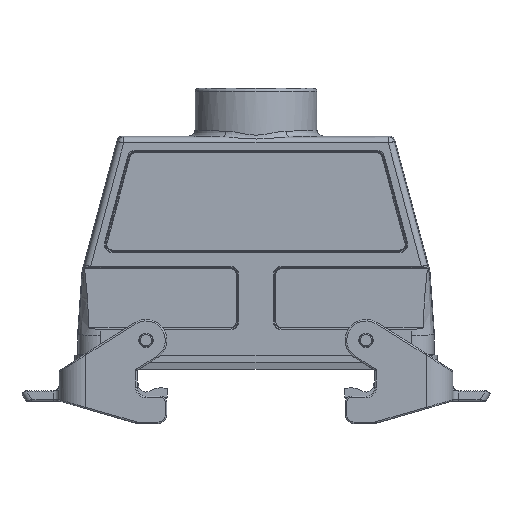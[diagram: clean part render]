
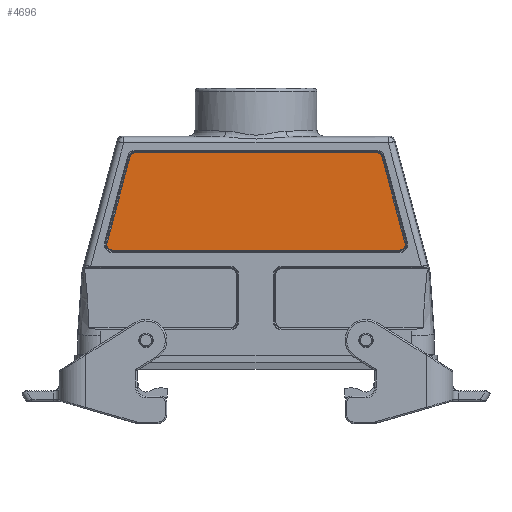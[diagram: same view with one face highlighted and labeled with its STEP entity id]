
A CAD part, front view. The second image highlights one B-rep face of the part: STEP entity #4696.
In plain terms, the highlighted planar face has unit normal (0, -1, 0).
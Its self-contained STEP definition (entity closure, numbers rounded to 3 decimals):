
#4104=PLANE('',#22206);
#4696=ADVANCED_FACE('',(#5812),#4104,.T.);
#5812=FACE_OUTER_BOUND('',#6645,.T.);
#6645=EDGE_LOOP('',(#9374,#9375,#9376,#9377,#9378,#9379,#9380,#9381));
#9374=ORIENTED_EDGE('',*,*,#13817,.T.);
#9375=ORIENTED_EDGE('',*,*,#13818,.T.);
#9376=ORIENTED_EDGE('',*,*,#13819,.T.);
#9377=ORIENTED_EDGE('',*,*,#13820,.T.);
#9378=ORIENTED_EDGE('',*,*,#13821,.T.);
#9379=ORIENTED_EDGE('',*,*,#13822,.T.);
#9380=ORIENTED_EDGE('',*,*,#13823,.T.);
#9381=ORIENTED_EDGE('',*,*,#13824,.T.);
#12159=VERTEX_POINT('',#34646);
#12160=VERTEX_POINT('',#34647);
#12161=VERTEX_POINT('',#34649);
#12162=VERTEX_POINT('',#34651);
#12163=VERTEX_POINT('',#34653);
#12164=VERTEX_POINT('',#34655);
#12165=VERTEX_POINT('',#34657);
#12166=VERTEX_POINT('',#34659);
#13817=EDGE_CURVE('',#12159,#12160,#18059,.T.);
#13818=EDGE_CURVE('',#12160,#12161,#14900,.T.);
#13819=EDGE_CURVE('',#12161,#12162,#18060,.T.);
#13820=EDGE_CURVE('',#12162,#12163,#14901,.T.);
#13821=EDGE_CURVE('',#12163,#12164,#18061,.T.);
#13822=EDGE_CURVE('',#12164,#12165,#14902,.T.);
#13823=EDGE_CURVE('',#12165,#12166,#18062,.T.);
#13824=EDGE_CURVE('',#12166,#12159,#14903,.T.);
#14900=CIRCLE('',#22202,1.853);
#14901=CIRCLE('',#22203,1.853);
#14902=CIRCLE('',#22204,1.853);
#14903=CIRCLE('',#22205,1.853);
#18059=LINE('',#34645,#19366);
#18060=LINE('',#34650,#19367);
#18061=LINE('',#34654,#19368);
#18062=LINE('',#34658,#19369);
#19366=VECTOR('',#25190,1.);
#19367=VECTOR('',#25193,1.);
#19368=VECTOR('',#25196,1.);
#19369=VECTOR('',#25199,1.);
#22202=AXIS2_PLACEMENT_3D('',#34648,#25191,#25192);
#22203=AXIS2_PLACEMENT_3D('',#34652,#25194,#25195);
#22204=AXIS2_PLACEMENT_3D('',#34656,#25197,#25198);
#22205=AXIS2_PLACEMENT_3D('',#34660,#25200,#25201);
#22206=AXIS2_PLACEMENT_3D('',#34661,#25202,#25203);
#25190=DIRECTION('',(1.,0.,0.));
#25191=DIRECTION('',(0.,-1.,0.));
#25192=DIRECTION('',(0.,0.,-1.));
#25193=DIRECTION('',(-0.259,0.,0.966));
#25194=DIRECTION('',(0.,-1.,0.));
#25195=DIRECTION('',(0.,0.,-1.));
#25196=DIRECTION('',(-1.,0.,0.));
#25197=DIRECTION('',(0.,-1.,0.));
#25198=DIRECTION('',(0.,0.,-1.));
#25199=DIRECTION('',(-0.259,0.,-0.966));
#25200=DIRECTION('',(0.,-1.,0.));
#25201=DIRECTION('',(0.,0.,-1.));
#25202=DIRECTION('',(0.,-1.,0.));
#25203=DIRECTION('',(0.,0.,-1.));
#34645=CARTESIAN_POINT('',(0.,-20.3,28.497));
#34646=CARTESIAN_POINT('',(-48.324,-20.3,28.497));
#34647=CARTESIAN_POINT('',(48.324,-20.3,28.497));
#34648=CARTESIAN_POINT('',(48.324,-20.3,30.35));
#34649=CARTESIAN_POINT('',(50.114,-20.3,30.83));
#34650=CARTESIAN_POINT('',(54.464,-20.3,14.594));
#34651=CARTESIAN_POINT('',(42.343,-20.3,59.83));
#34652=CARTESIAN_POINT('',(40.553,-20.3,59.35));
#34653=CARTESIAN_POINT('',(40.553,-20.3,61.203));
#34654=CARTESIAN_POINT('',(0.,-20.3,61.203));
#34655=CARTESIAN_POINT('',(-40.553,-20.3,61.203));
#34656=CARTESIAN_POINT('',(-40.553,-20.3,59.35));
#34657=CARTESIAN_POINT('',(-42.343,-20.3,59.83));
#34658=CARTESIAN_POINT('',(-54.464,-20.3,14.594));
#34659=CARTESIAN_POINT('',(-50.114,-20.3,30.83));
#34660=CARTESIAN_POINT('',(-48.324,-20.3,30.35));
#34661=CARTESIAN_POINT('',(0.,-20.3,0.));
